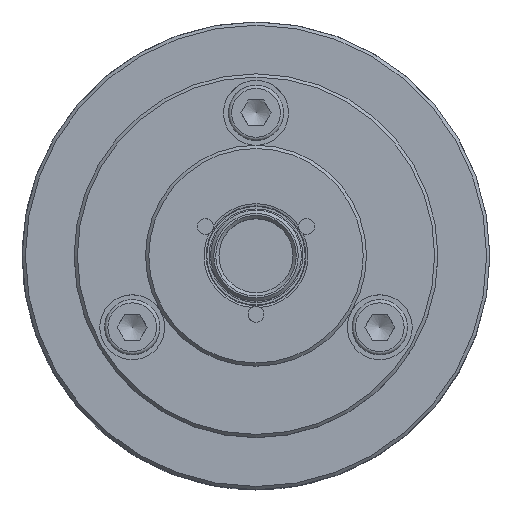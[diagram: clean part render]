
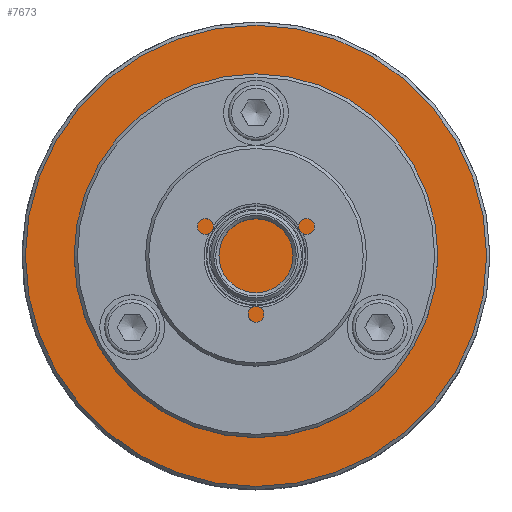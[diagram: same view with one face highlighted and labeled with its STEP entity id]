
A CAD part, top view. The second image highlights one B-rep face of the part: STEP entity #7673.
In plain terms, the highlighted planar face has unit normal (0, 0, 1).
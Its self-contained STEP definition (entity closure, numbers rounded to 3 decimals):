
#1185=PLANE('',#8188);
#1417=FACE_BOUND('',#2300,.T.);
#1418=FACE_BOUND('',#2301,.T.);
#1419=FACE_BOUND('',#2302,.T.);
#1420=FACE_BOUND('',#2303,.T.);
#2300=EDGE_LOOP('',(#5142));
#2301=EDGE_LOOP('',(#5143));
#2302=EDGE_LOOP('',(#5144));
#2303=EDGE_LOOP('',(#5145));
#2964=CIRCLE('',#8176,2.067);
#2966=CIRCLE('',#8180,2.067);
#2968=CIRCLE('',#8184,2.067);
#2969=CIRCLE('',#8186,35.5);
#3374=VERTEX_POINT('',#11353);
#3376=VERTEX_POINT('',#11359);
#3378=VERTEX_POINT('',#11365);
#3379=VERTEX_POINT('',#11368);
#4096=EDGE_CURVE('',#3374,#3374,#2964,.T.);
#4098=EDGE_CURVE('',#3376,#3376,#2966,.T.);
#4100=EDGE_CURVE('',#3378,#3378,#2968,.T.);
#4101=EDGE_CURVE('',#3379,#3379,#2969,.T.);
#5142=ORIENTED_EDGE('',*,*,#4096,.T.);
#5143=ORIENTED_EDGE('',*,*,#4098,.T.);
#5144=ORIENTED_EDGE('',*,*,#4100,.T.);
#5145=ORIENTED_EDGE('',*,*,#4101,.F.);
#7673=ADVANCED_FACE('',(#1417,#1418,#1419,#1420),#1185,.T.);
#8176=AXIS2_PLACEMENT_3D('',#11354,#9096,#9097);
#8180=AXIS2_PLACEMENT_3D('',#11360,#9104,#9105);
#8184=AXIS2_PLACEMENT_3D('',#11366,#9112,#9113);
#8186=AXIS2_PLACEMENT_3D('',#11369,#9116,#9117);
#8188=AXIS2_PLACEMENT_3D('',#11372,#9120,#9121);
#9096=DIRECTION('center_axis',(0.,0.,-1.));
#9097=DIRECTION('ref_axis',(-0.5,-0.866,0.));
#9104=DIRECTION('center_axis',(0.,0.,-1.));
#9105=DIRECTION('ref_axis',(-0.5,0.866,0.));
#9112=DIRECTION('center_axis',(0.,0.,-1.));
#9113=DIRECTION('ref_axis',(1.,0.,0.));
#9116=DIRECTION('center_axis',(0.,0.,-1.));
#9117=DIRECTION('ref_axis',(-1.,0.,0.));
#9120=DIRECTION('center_axis',(0.,0.,1.));
#9121=DIRECTION('ref_axis',(1.,0.,0.));
#11353=CARTESIAN_POINT('',(18.019,-12.79,25.7));
#11354=CARTESIAN_POINT('Origin',(19.053,-11.,25.7));
#11359=CARTESIAN_POINT('',(-20.086,-9.21,25.7));
#11360=CARTESIAN_POINT('Origin',(-19.053,-11.,25.7));
#11365=CARTESIAN_POINT('',(2.067,22.,25.7));
#11366=CARTESIAN_POINT('Origin',(0.,22.,25.7));
#11368=CARTESIAN_POINT('',(35.5,0.,25.7));
#11369=CARTESIAN_POINT('Origin',(0.,0.,25.7));
#11372=CARTESIAN_POINT('Origin',(0.,0.,
25.7));
